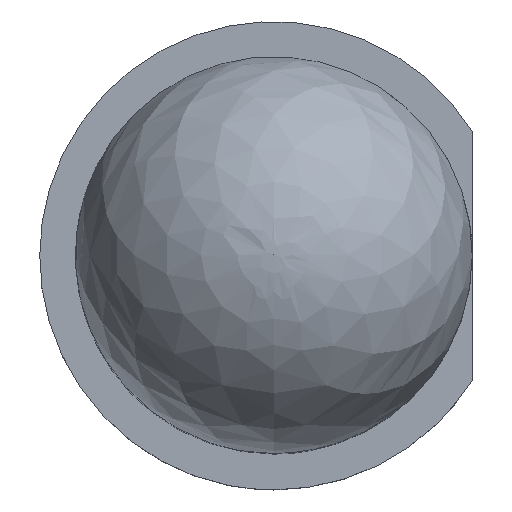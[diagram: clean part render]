
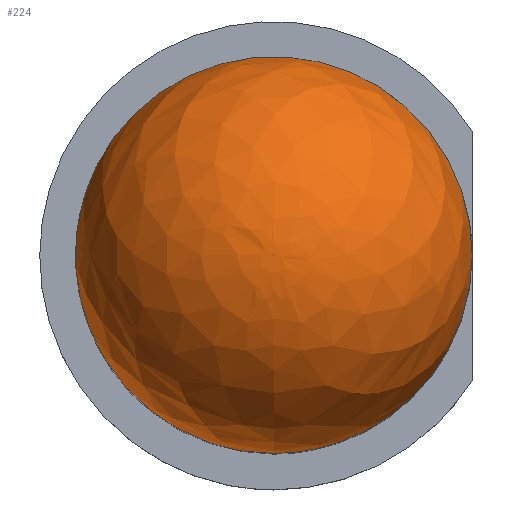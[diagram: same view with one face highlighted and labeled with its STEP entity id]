
A CAD part, top view. The second image highlights one B-rep face of the part: STEP entity #224.
In plain terms, the highlighted free-form (B-spline) face has degree [2, 2] with [9, 5] control points.
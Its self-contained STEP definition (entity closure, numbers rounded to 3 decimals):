
#31=(
BOUNDED_CURVE()
B_SPLINE_CURVE(2,(#2088,#2089,#2090),.UNSPECIFIED.,.F.,.F.)
B_SPLINE_CURVE_WITH_KNOTS((3,3),(0.,3.927),.UNSPECIFIED.)
CURVE()
GEOMETRIC_REPRESENTATION_ITEM()
RATIONAL_B_SPLINE_CURVE((1.,0.707,1.))
REPRESENTATION_ITEM('')
);
#39=(
BOUNDED_CURVE()
B_SPLINE_CURVE(2,(#2127,#2128,#2129,#2130,#2131,#2132,#2133,#2134,#2135,
#2136,#2137),.UNSPECIFIED.,.T.,.F.)
B_SPLINE_CURVE_WITH_KNOTS((3,2,2,2,2,3),(-15.708,-12.763,
-9.817,-6.872,-3.927,0.),.UNSPECIFIED.)
CURVE()
GEOMETRIC_REPRESENTATION_ITEM()
RATIONAL_B_SPLINE_CURVE((1.,0.831,1.,0.831,1.,0.831,
1.,0.831,1.,0.707,1.))
REPRESENTATION_ITEM('')
);
#54=(
BOUNDED_SURFACE()
B_SPLINE_SURFACE(2,2,((#2005,#2006,#2007,#2008,#2009),(#2010,#2011,#2012,
#2013,#2014),(#2015,#2016,#2017,#2018,#2019),(#2020,#2021,#2022,#2023,#2024),
(#2025,#2026,#2027,#2028,#2029),(#2030,#2031,#2032,#2033,#2034),(#2035,
#2036,#2037,#2038,#2039),(#2040,#2041,#2042,#2043,#2044),(#2045,#2046,#2047,
#2048,#2049)),.UNSPECIFIED.,.T.,.F.,.F.)
B_SPLINE_SURFACE_WITH_KNOTS((3,2,2,2,3),(3,2,3),(0.,3.927,7.854,
11.781,15.708),(-3.927,0.,3.927),
 .UNSPECIFIED.)
GEOMETRIC_REPRESENTATION_ITEM()
RATIONAL_B_SPLINE_SURFACE(((1.,0.707,1.,0.707,1.),
(0.707,0.5,0.707,0.5,0.707),(1.,0.707,
1.,0.707,1.),(0.707,0.5,0.707,0.5,0.707),
(1.,0.707,1.,0.707,1.),(0.707,0.5,0.707,
0.5,0.707),(1.,0.707,1.,0.707,1.),(0.707,
0.5,0.707,0.5,0.707),(1.,0.707,1.,0.707,
1.)))
REPRESENTATION_ITEM('')
SURFACE()
);
#224=ADVANCED_FACE('',(#295),#54,.T.);
#295=FACE_OUTER_BOUND('',#370,.T.);
#370=EDGE_LOOP('',(#687,#688,#689));
#687=ORIENTED_EDGE('',*,*,#874,.T.);
#688=ORIENTED_EDGE('',*,*,#874,.F.);
#689=ORIENTED_EDGE('',*,*,#885,.F.);
#874=EDGE_CURVE('',#1146,#1145,#31,.T.);
#885=EDGE_CURVE('',#1146,#1146,#39,.T.);
#1145=VERTEX_POINT('',#2056);
#1146=VERTEX_POINT('',#2057);
#2005=CARTESIAN_POINT('',(20.,0.,5.6));
#2006=CARTESIAN_POINT('',(20.,-2.5,5.6));
#2007=CARTESIAN_POINT('',(20.,-2.5,8.1));
#2008=CARTESIAN_POINT('',(20.,-2.5,10.6));
#2009=CARTESIAN_POINT('',(20.,0.,10.6));
#2010=CARTESIAN_POINT('',(20.,0.,5.6));
#2011=CARTESIAN_POINT('',(22.5,-2.5,5.6));
#2012=CARTESIAN_POINT('',(22.5,-2.5,8.1));
#2013=CARTESIAN_POINT('',(22.5,-2.5,10.6));
#2014=CARTESIAN_POINT('',(20.,0.,10.6));
#2015=CARTESIAN_POINT('',(20.,0.,5.6));
#2016=CARTESIAN_POINT('',(22.5,0.,5.6));
#2017=CARTESIAN_POINT('',(22.5,0.,8.1));
#2018=CARTESIAN_POINT('',(22.5,0.,10.6));
#2019=CARTESIAN_POINT('',(20.,0.,10.6));
#2020=CARTESIAN_POINT('',(20.,0.,5.6));
#2021=CARTESIAN_POINT('',(22.5,2.5,5.6));
#2022=CARTESIAN_POINT('',(22.5,2.5,8.1));
#2023=CARTESIAN_POINT('',(22.5,2.5,10.6));
#2024=CARTESIAN_POINT('',(20.,0.,10.6));
#2025=CARTESIAN_POINT('',(20.,0.,5.6));
#2026=CARTESIAN_POINT('',(20.,2.5,5.6));
#2027=CARTESIAN_POINT('',(20.,2.5,8.1));
#2028=CARTESIAN_POINT('',(20.,2.5,10.6));
#2029=CARTESIAN_POINT('',(20.,0.,10.6));
#2030=CARTESIAN_POINT('',(20.,0.,5.6));
#2031=CARTESIAN_POINT('',(17.5,2.5,5.6));
#2032=CARTESIAN_POINT('',(17.5,2.5,8.1));
#2033=CARTESIAN_POINT('',(17.5,2.5,10.6));
#2034=CARTESIAN_POINT('',(20.,0.,10.6));
#2035=CARTESIAN_POINT('',(20.,0.,5.6));
#2036=CARTESIAN_POINT('',(17.5,0.,5.6));
#2037=CARTESIAN_POINT('',(17.5,0.,8.1));
#2038=CARTESIAN_POINT('',(17.5,0.,10.6));
#2039=CARTESIAN_POINT('',(20.,0.,10.6));
#2040=CARTESIAN_POINT('',(20.,0.,5.6));
#2041=CARTESIAN_POINT('',(17.5,-2.5,5.6));
#2042=CARTESIAN_POINT('',(17.5,-2.5,8.1));
#2043=CARTESIAN_POINT('',(17.5,-2.5,10.6));
#2044=CARTESIAN_POINT('',(20.,0.,10.6));
#2045=CARTESIAN_POINT('',(20.,0.,5.6));
#2046=CARTESIAN_POINT('',(20.,-2.5,5.6));
#2047=CARTESIAN_POINT('',(20.,-2.5,8.1));
#2048=CARTESIAN_POINT('',(20.,-2.5,10.6));
#2049=CARTESIAN_POINT('',(20.,0.,10.6));
#2056=CARTESIAN_POINT('',(20.,0.,10.6));
#2057=CARTESIAN_POINT('',(20.,-2.5,8.1));
#2088=CARTESIAN_POINT('',(20.,-2.5,8.1));
#2089=CARTESIAN_POINT('',(20.,-2.5,10.6));
#2090=CARTESIAN_POINT('',(20.,0.,10.6));
#2127=CARTESIAN_POINT('',(20.,-2.5,8.1));
#2128=CARTESIAN_POINT('',(18.33,-2.5,8.1));
#2129=CARTESIAN_POINT('',(17.69,-0.957,8.1));
#2130=CARTESIAN_POINT('',(17.051,0.587,8.1));
#2131=CARTESIAN_POINT('',(18.232,1.768,8.1));
#2132=CARTESIAN_POINT('',(19.413,2.949,8.1));
#2133=CARTESIAN_POINT('',(20.957,2.31,8.1));
#2134=CARTESIAN_POINT('',(22.5,1.67,8.1));
#2135=CARTESIAN_POINT('',(22.5,0.,8.1));
#2136=CARTESIAN_POINT('',(22.5,-2.5,8.1));
#2137=CARTESIAN_POINT('',(20.,-2.5,8.1));
